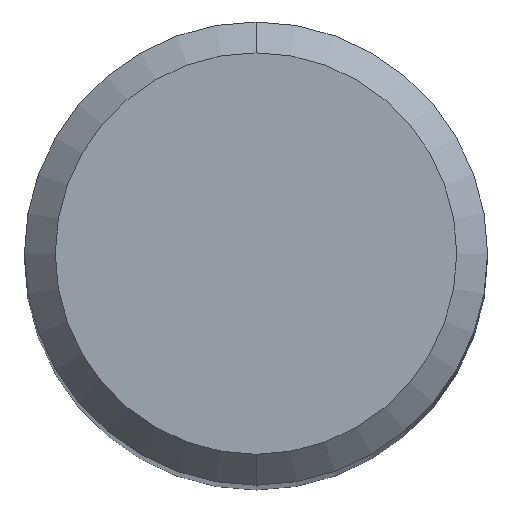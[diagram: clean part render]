
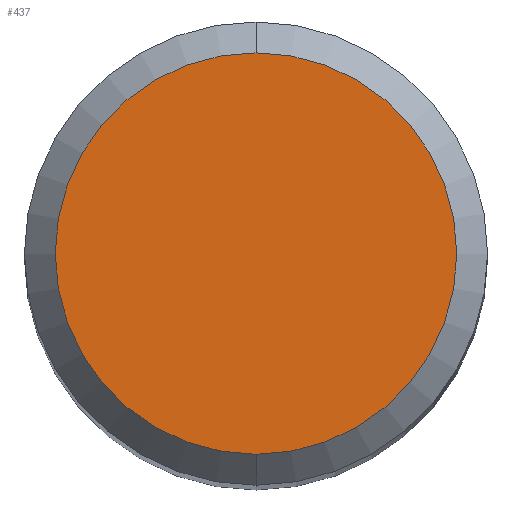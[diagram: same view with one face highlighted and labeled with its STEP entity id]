
A CAD part, top view. The second image highlights one B-rep face of the part: STEP entity #437.
In plain terms, the highlighted planar face has unit normal (0, 0, 1).
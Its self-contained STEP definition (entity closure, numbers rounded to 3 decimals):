
#185=VERTEX_POINT('',#492);
#223=EDGE_CURVE('',#289,#185,#537,.T.);
#289=VERTEX_POINT('',#612);
#341=EDGE_CURVE('',#185,#289,#668,.T.);
#437=ADVANCED_FACE('',(#771),#772,.T.);
#492=CARTESIAN_POINT('',(0.,-2.6,0.0));
#537=CIRCLE('',#897,2.6);
#612=CARTESIAN_POINT('',(0.0,2.6,0.0));
#668=CIRCLE('',#1144,2.6);
#771=FACE_OUTER_BOUND('',#1376,.T.);
#772=PLANE('',#1377);
#897=AXIS2_PLACEMENT_3D('',#1532,#1533,#1534);
#1144=AXIS2_PLACEMENT_3D('',#1690,#1691,#1692);
#1376=EDGE_LOOP('',(#1780,#1781));
#1377=AXIS2_PLACEMENT_3D('',#1782,#1783,#1784);
#1532=CARTESIAN_POINT('',(0.0,0.0,0.0));
#1533=DIRECTION('',(0.0,0.0,-1.0));
#1534=DIRECTION('',(0.0,1.0,0.0));
#1690=CARTESIAN_POINT('',(0.0,0.0,0.0));
#1691=DIRECTION('',(0.0,0.0,-1.0));
#1692=DIRECTION('',(0.0,1.0,0.0));
#1780=ORIENTED_EDGE('',*,*,#223,.F.);
#1781=ORIENTED_EDGE('',*,*,#341,.F.);
#1782=CARTESIAN_POINT('',(0.0,1.3,0.0));
#1783=DIRECTION('',(-0.0,0.0,1.0));
#1784=DIRECTION('',(0.0,-1.0,0.0));
